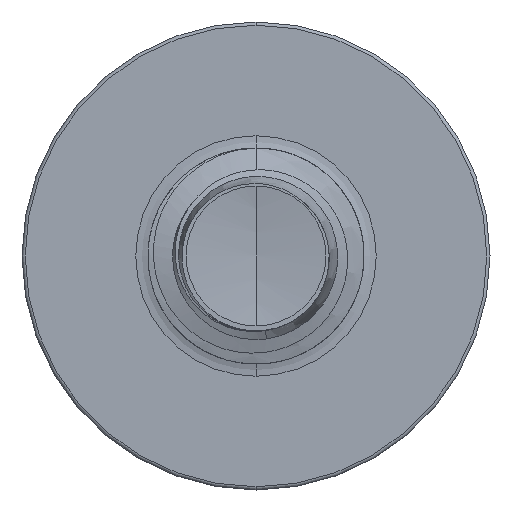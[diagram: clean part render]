
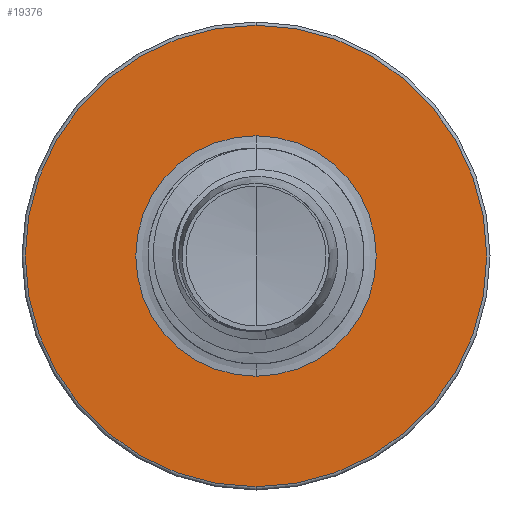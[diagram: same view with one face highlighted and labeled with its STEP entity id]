
A CAD part, front view. The second image highlights one B-rep face of the part: STEP entity #19376.
In plain terms, the highlighted planar face has unit normal (0, -1, 0).
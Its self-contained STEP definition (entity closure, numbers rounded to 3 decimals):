
#316 = CARTESIAN_POINT ( 'NONE',  ( 0., 8.5, -3.205 ) ) ;
#605 = AXIS2_PLACEMENT_3D ( 'NONE', #2894, #14390, #4564 ) ;
#1122 = VERTEX_POINT ( 'NONE', #4336 ) ;
#1427 = FACE_BOUND ( 'NONE', #4880, .T. ) ;
#1660 = FACE_OUTER_BOUND ( 'NONE', #13097, .T. ) ;
#2218 = CARTESIAN_POINT ( 'NONE',  ( 0., 8.5, 1.67 ) ) ;
#2400 = CARTESIAN_POINT ( 'NONE',  ( 0., 8.5, 0. ) ) ;
#2894 = CARTESIAN_POINT ( 'NONE',  ( 0., 8.5, 0. ) ) ;
#3014 = CIRCLE ( 'NONE', #18868, 3.205 ) ;
#3080 = ORIENTED_EDGE ( 'NONE', *, *, #7924, .T. ) ;
#3327 = EDGE_CURVE ( 'NONE', #20802, #1122, #14361, .T. ) ;
#3590 = EDGE_CURVE ( 'NONE', #20732, #5418, #9508, .T. ) ;
#4067 = DIRECTION ( 'NONE',  ( 0., 0., 1. ) ) ;
#4336 = CARTESIAN_POINT ( 'NONE',  ( 0., 8.5, -1.67 ) ) ;
#4564 = DIRECTION ( 'NONE',  ( 0., 0., 1. ) ) ;
#4630 = AXIS2_PLACEMENT_3D ( 'NONE', #2400, #13917, #4067 ) ;
#4787 = AXIS2_PLACEMENT_3D ( 'NONE', #5504, #16860, #7176 ) ;
#4847 = DIRECTION ( 'NONE',  ( 0., 0., 1. ) ) ;
#4880 = EDGE_LOOP ( 'NONE', ( #5212, #3080 ) ) ;
#5212 = ORIENTED_EDGE ( 'NONE', *, *, #3327, .T. ) ;
#5418 = VERTEX_POINT ( 'NONE', #5759 ) ;
#5504 = CARTESIAN_POINT ( 'NONE',  ( 0., 8.5, 0. ) ) ;
#5759 = CARTESIAN_POINT ( 'NONE',  ( 0., 8.5, 3.205 ) ) ;
#7176 = DIRECTION ( 'NONE',  ( 0., 0., 1. ) ) ;
#7894 = PLANE ( 'NONE',  #18661 ) ;
#7924 = EDGE_CURVE ( 'NONE', #1122, #20802, #13311, .T. ) ;
#8331 = EDGE_CURVE ( 'NONE', #5418, #20732, #3014, .T. ) ;
#8521 = DIRECTION ( 'NONE',  ( 0., 1., 0. ) ) ;
#9508 = CIRCLE ( 'NONE', #4630, 3.205 ) ;
#10707 = ORIENTED_EDGE ( 'NONE', *, *, #3590, .F. ) ;
#13033 = CARTESIAN_POINT ( 'NONE',  ( 0., 8.5, -1.67 ) ) ;
#13097 = EDGE_LOOP ( 'NONE', ( #19327, #10707 ) ) ;
#13311 = CIRCLE ( 'NONE', #605, 1.67 ) ;
#13917 = DIRECTION ( 'NONE',  ( 0., 1., 0. ) ) ;
#14361 = CIRCLE ( 'NONE', #4787, 1.67 ) ;
#14390 = DIRECTION ( 'NONE',  ( 0., 1., 0. ) ) ;
#14673 = DIRECTION ( 'NONE',  ( 0., 1., 0. ) ) ;
#16860 = DIRECTION ( 'NONE',  ( 0., 1., 0. ) ) ;
#18122 = CARTESIAN_POINT ( 'NONE',  ( 0., 8.5, 0. ) ) ;
#18661 = AXIS2_PLACEMENT_3D ( 'NONE', #13033, #14673, #4847 ) ;
#18868 = AXIS2_PLACEMENT_3D ( 'NONE', #18122, #8521, #19673 ) ;
#19327 = ORIENTED_EDGE ( 'NONE', *, *, #8331, .F. ) ;
#19376 = ADVANCED_FACE ( 'NONE', ( #1660, #1427 ), #7894, .F. ) ;
#19673 = DIRECTION ( 'NONE',  ( 0., 0., 1. ) ) ;
#20732 = VERTEX_POINT ( 'NONE', #316 ) ;
#20802 = VERTEX_POINT ( 'NONE', #2218 ) ;
